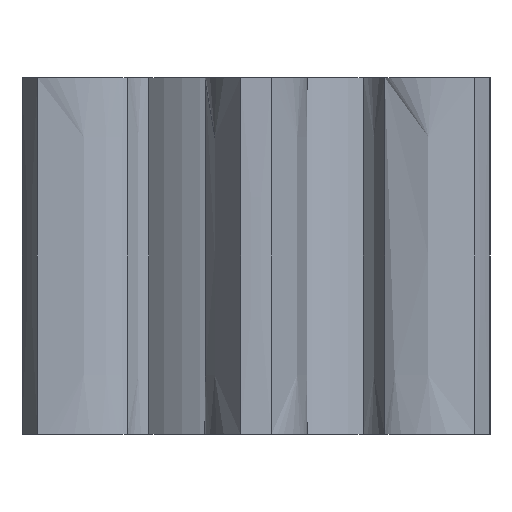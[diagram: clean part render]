
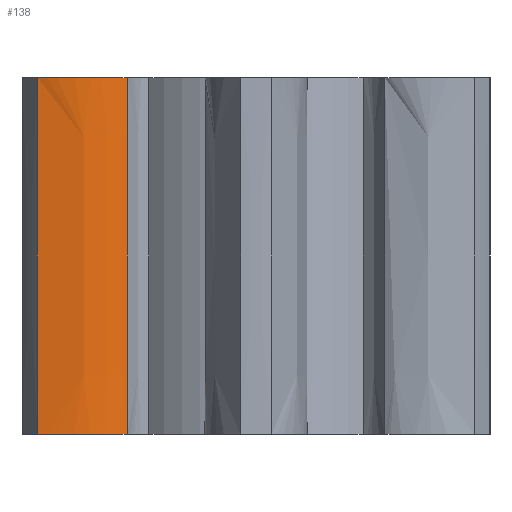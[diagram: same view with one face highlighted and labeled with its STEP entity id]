
A CAD part, front view. The second image highlights one B-rep face of the part: STEP entity #138.
In plain terms, the highlighted face is a extrusion surface.
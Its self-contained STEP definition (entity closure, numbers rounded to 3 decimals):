
#138=ADVANCED_FACE('',(#205),#175,.T.);
#175=SURFACE_OF_LINEAR_EXTRUSION('',#849,#349);
#205=FACE_OUTER_BOUND('',#245,.T.);
#245=EDGE_LOOP('',(#516,#517,#518,#519));
#275=LINE('',#1187,#316);
#293=LINE('',#1759,#348);
#316=VECTOR('',#902,1.);
#348=VECTOR('',#966,1.);
#349=VECTOR('',#967,1.);
#516=ORIENTED_EDGE('',*,*,#746,.F.);
#517=ORIENTED_EDGE('',*,*,#683,.F.);
#518=ORIENTED_EDGE('',*,*,#719,.T.);
#519=ORIENTED_EDGE('',*,*,#763,.T.);
#607=VERTEX_POINT('',#1174);
#609=VERTEX_POINT('',#1186);
#639=VERTEX_POINT('',#1460);
#653=VERTEX_POINT('',#1633);
#683=EDGE_CURVE('',#609,#607,#275,.T.);
#719=EDGE_CURVE('',#609,#639,#814,.T.);
#746=EDGE_CURVE('',#607,#653,#833,.T.);
#763=EDGE_CURVE('',#639,#653,#293,.T.);
#814=B_SPLINE_CURVE_WITH_KNOTS('',3,(#1461,#1462,#1463,#1464,#1465,#1466,
#1467,#1468,#1469),.UNSPECIFIED.,.F.,.F.,(4,1,1,1,1,1,4),(0.,0.031,
0.062,0.125,0.25,0.5,1.),.UNSPECIFIED.);
#833=B_SPLINE_CURVE_WITH_KNOTS('',3,(#1624,#1625,#1626,#1627,#1628,#1629,
#1630,#1631,#1632),.UNSPECIFIED.,.F.,.F.,(4,1,1,1,1,1,4),(0.,0.031,
0.062,0.125,0.25,0.5,1.),.UNSPECIFIED.);
#849=B_SPLINE_CURVE_WITH_KNOTS('',3,(#1760,#1761,#1762,#1763,#1764,#1765,
#1766,#1767,#1768),.UNSPECIFIED.,.F.,.F.,(4,1,1,1,1,1,4),(0.,0.031,
0.062,0.125,0.25,0.5,1.),.UNSPECIFIED.);
#902=DIRECTION('',(0.,0.,-1.));
#966=DIRECTION('',(0.,0.,-1.));
#967=DIRECTION('',(0.,0.,-1.));
#1174=CARTESIAN_POINT('',(-1.082,-1.115,0.));
#1186=CARTESIAN_POINT('',(-1.082,-1.115,3.));
#1187=CARTESIAN_POINT('',(-1.082,-1.115,3.));
#1460=CARTESIAN_POINT('',(-1.837,-1.21,3.));
#1461=CARTESIAN_POINT('',(-1.082,-1.115,3.));
#1462=CARTESIAN_POINT('',(-1.088,-1.12,3.));
#1463=CARTESIAN_POINT('',(-1.102,-1.13,3.));
#1464=CARTESIAN_POINT('',(-1.129,-1.148,3.));
#1465=CARTESIAN_POINT('',(-1.18,-1.174,3.));
#1466=CARTESIAN_POINT('',(-1.287,-1.214,3.));
#1467=CARTESIAN_POINT('',(-1.513,-1.253,3.));
#1468=CARTESIAN_POINT('',(-1.71,-1.237,3.));
#1469=CARTESIAN_POINT('',(-1.837,-1.21,3.));
#1624=CARTESIAN_POINT('',(-1.082,-1.115,0.));
#1625=CARTESIAN_POINT('',(-1.088,-1.12,0.));
#1626=CARTESIAN_POINT('',(-1.102,-1.13,0.));
#1627=CARTESIAN_POINT('',(-1.129,-1.148,0.));
#1628=CARTESIAN_POINT('',(-1.18,-1.174,0.));
#1629=CARTESIAN_POINT('',(-1.287,-1.214,0.));
#1630=CARTESIAN_POINT('',(-1.513,-1.253,0.));
#1631=CARTESIAN_POINT('',(-1.71,-1.237,0.));
#1632=CARTESIAN_POINT('',(-1.837,-1.21,0.));
#1633=CARTESIAN_POINT('',(-1.837,-1.21,0.));
#1759=CARTESIAN_POINT('',(-1.837,-1.21,3.));
#1760=CARTESIAN_POINT('',(-1.082,-1.115,3.));
#1761=CARTESIAN_POINT('',(-1.088,-1.12,3.));
#1762=CARTESIAN_POINT('',(-1.102,-1.13,3.));
#1763=CARTESIAN_POINT('',(-1.129,-1.148,3.));
#1764=CARTESIAN_POINT('',(-1.18,-1.174,3.));
#1765=CARTESIAN_POINT('',(-1.287,-1.214,3.));
#1766=CARTESIAN_POINT('',(-1.513,-1.253,3.));
#1767=CARTESIAN_POINT('',(-1.71,-1.237,3.));
#1768=CARTESIAN_POINT('',(-1.837,-1.21,3.));
